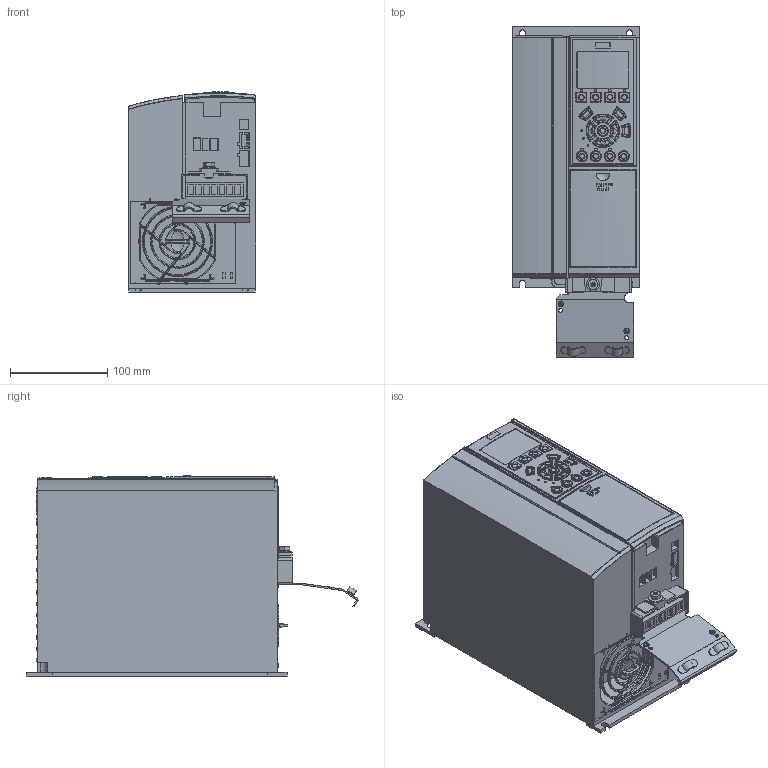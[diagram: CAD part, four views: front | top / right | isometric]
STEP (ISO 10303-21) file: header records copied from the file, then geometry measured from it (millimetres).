
FILE_DESCRIPTION((''),'2;1');
FILE_NAME('DANFOSS-FC100-A3-IP20-006_ASM','2019-09-04T',('U322080'),(''),'CREO PARAMETRIC BY PTC INC, 2018070','CREO PARAMETRIC BY PTC INC, 2018070','');
FILE_SCHEMA(('CONFIG_CONTROL_DESIGN'));
Products named in the file (8): DANFOSS-FC100-A3-IP20-006_24_1; DANFOSS-FC100-A3-IP20-006_24_2; DANFOSS-FC100-A3-IP20-006_24_3; DANFOSS-FC100-A3-IP20-006_24_4; DANFOSS-FC100-A3-IP20-006_24_5; DANFOSS-FC100-A3-IP20-006_24_6; DANFOSS-FC100-A3-IP20-006_2_AF0_ASM; DANFOSS-FC100-A3-IP20-006_ASM
Assembly tree (7 placements, depth 3):
  DANFOSS-FC100-A3-IP20-006_ASM
    DANFOSS-FC100-A3-IP20-006_2_AF0_ASM
      DANFOSS-FC100-A3-IP20-006_24_1
      DANFOSS-FC100-A3-IP20-006_24_2
      DANFOSS-FC100-A3-IP20-006_24_3
      DANFOSS-FC100-A3-IP20-006_24_4
      DANFOSS-FC100-A3-IP20-006_24_5
      DANFOSS-FC100-A3-IP20-006_24_6
Bounding box: 131.03 x 340.73 x 205.5 mm (x, y, z)
Surface area: 295489.8 mm2 (no closed solid volume)
Topology: 0 solids, 22 shells, 2933 faces, 7295 edges, 4366 vertices
Faces by surface type: cylinder 1036, plane 753, bspline 715, torus 285, sphere 87, cone 31, extrusion 26
Entity records: 154311 total; most frequent: CARTESIAN_POINT 58351, ORIENTED_EDGE 14404, DIRECTION 11007, PRESENTATION_STYLE_ASSIGNMENT 8862, STYLED_ITEM 7210, CURVE_STYLE 7204, EDGE_CURVE 7202, VERTEX_POINT 4366
